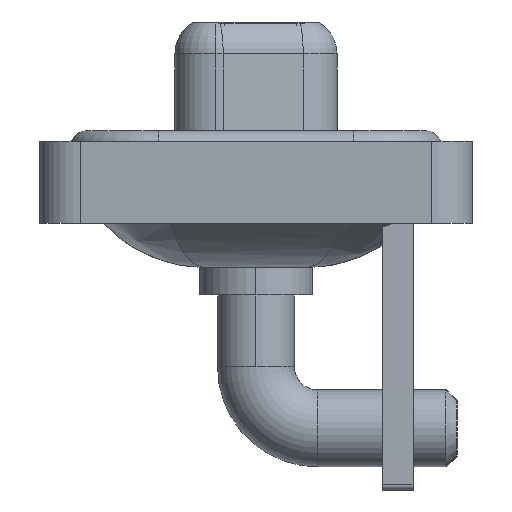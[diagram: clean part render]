
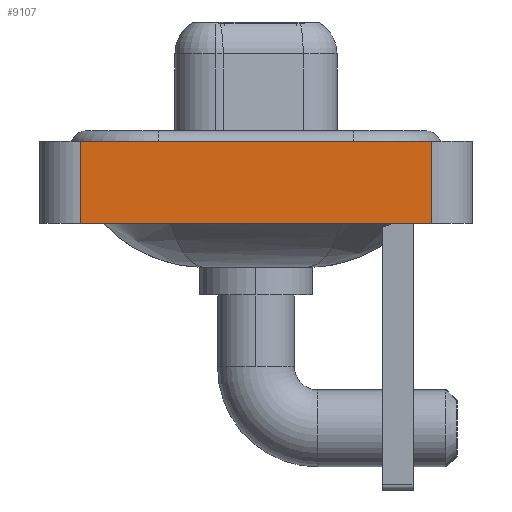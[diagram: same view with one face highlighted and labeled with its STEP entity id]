
A CAD part, left-side view. The second image highlights one B-rep face of the part: STEP entity #9107.
In plain terms, the highlighted planar face has unit normal (-1, 0, 0).
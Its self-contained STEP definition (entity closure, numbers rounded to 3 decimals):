
#819 = LINE ( 'NONE', #2555, #5426 ) ;
#1344 = DIRECTION ( 'NONE',  ( 0., 0., 1. ) ) ;
#1620 = VECTOR ( 'NONE', #1344, 1000. ) ;
#2353 = ORIENTED_EDGE ( 'NONE', *, *, #13079, .F. ) ;
#2555 = CARTESIAN_POINT ( 'NONE',  ( -7.3, -8.55, -3.6 ) ) ;
#2938 = CARTESIAN_POINT ( 'NONE',  ( -7.3, 8.55, 0.4 ) ) ;
#3044 = EDGE_CURVE ( 'NONE', #5889, #12297, #16025, .T. ) ;
#3192 = DIRECTION ( 'NONE',  ( 0., 0., 1. ) ) ;
#3292 = CARTESIAN_POINT ( 'NONE',  ( -7.3, -8.55, -3.6 ) ) ;
#3895 = VECTOR ( 'NONE', #3192, 1000. ) ;
#4544 = EDGE_CURVE ( 'NONE', #7867, #5889, #819, .T. ) ;
#5426 = VECTOR ( 'NONE', #13914, 1000. ) ;
#5819 = LINE ( 'NONE', #11481, #1620 ) ;
#5889 = VERTEX_POINT ( 'NONE', #12220 ) ;
#6090 = EDGE_LOOP ( 'NONE', ( #10729, #2353, #15619, #8982 ) ) ;
#7865 = DIRECTION ( 'NONE',  ( -1., 0., 0. ) ) ;
#7867 = VERTEX_POINT ( 'NONE', #17770 ) ;
#8123 = CARTESIAN_POINT ( 'NONE',  ( -7.3, -8.55, -3.6 ) ) ;
#8908 = EDGE_CURVE ( 'NONE', #7867, #16999, #5819, .T. ) ;
#8982 = ORIENTED_EDGE ( 'NONE', *, *, #4544, .T. ) ;
#9107 = ADVANCED_FACE ( 'NONE', ( #16486 ), #14932, .T. ) ;
#9136 = LINE ( 'NONE', #17683, #9455 ) ;
#9156 = CARTESIAN_POINT ( 'NONE',  ( -7.3, -8.55, 0.4 ) ) ;
#9455 = VECTOR ( 'NONE', #16200, 1000. ) ;
#10729 = ORIENTED_EDGE ( 'NONE', *, *, #3044, .T. ) ;
#11481 = CARTESIAN_POINT ( 'NONE',  ( -7.3, 8.55, -3.6 ) ) ;
#12220 = CARTESIAN_POINT ( 'NONE',  ( -7.3, -8.55, -3.6 ) ) ;
#12297 = VERTEX_POINT ( 'NONE', #9156 ) ;
#13079 = EDGE_CURVE ( 'NONE', #16999, #12297, #9136, .T. ) ;
#13550 = DIRECTION ( 'NONE',  ( 0., 0., 1. ) ) ;
#13914 = DIRECTION ( 'NONE',  ( 0., -1., 0. ) ) ;
#14932 = PLANE ( 'NONE',  #16476 ) ;
#15619 = ORIENTED_EDGE ( 'NONE', *, *, #8908, .F. ) ;
#16025 = LINE ( 'NONE', #3292, #3895 ) ;
#16200 = DIRECTION ( 'NONE',  ( 0., -1., 0. ) ) ;
#16476 = AXIS2_PLACEMENT_3D ( 'NONE', #8123, #7865, #13550 ) ;
#16486 = FACE_OUTER_BOUND ( 'NONE', #6090, .T. ) ;
#16999 = VERTEX_POINT ( 'NONE', #2938 ) ;
#17683 = CARTESIAN_POINT ( 'NONE',  ( -7.3, -8.55, 0.4 ) ) ;
#17770 = CARTESIAN_POINT ( 'NONE',  ( -7.3, 8.55, -3.6 ) ) ;
